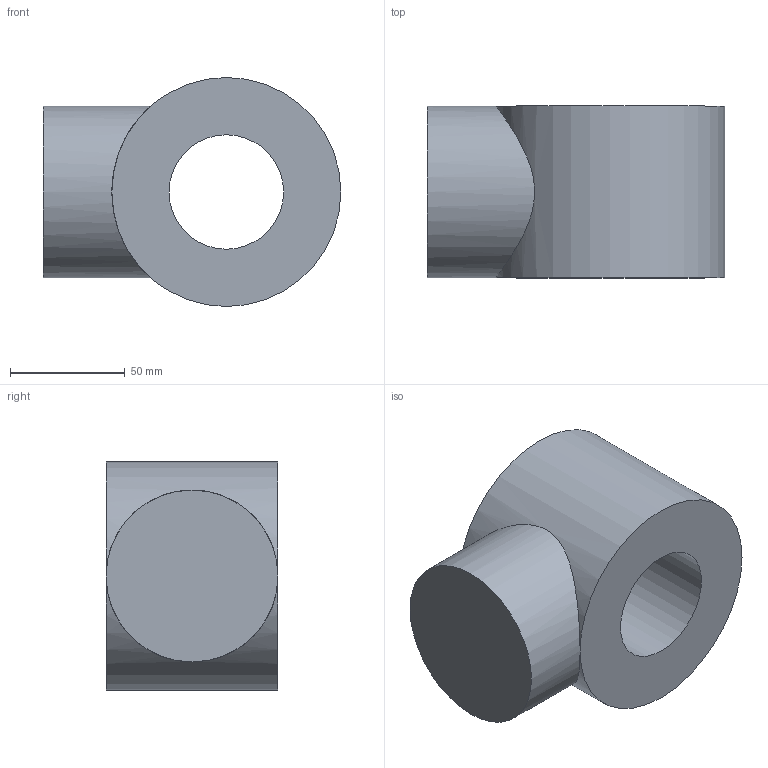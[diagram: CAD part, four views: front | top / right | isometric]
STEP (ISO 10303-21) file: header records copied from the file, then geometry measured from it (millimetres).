
FILE_DESCRIPTION( ( '' ), ' ' );
FILE_NAME( '5bf3abd71d95571818554dd5.step', '2018-11-20T06:38:15', ( '' ), ( '' ), ' ', ' ', ' ' );
FILE_SCHEMA( ( 'AUTOMOTIVE_DESIGN { 1 0 10303 214 1 1 1 1 }' ) );
Length unit declared in the file: metre
Products named in the file (1): CylAttLegPin
Bounding box: 130 x 75 x 100 mm (x, y, z)
Volume: 591169.3 mm3; surface area: 55676.5 mm2
Topology: 1 solids, 1 shells, 6 faces, 9 edges, 5 vertices
Faces by surface type: cylinder 3, plane 3
Full cylindrical faces by diameter (mm): 50 x1, 75 x1, 100 x1
Entity records: 338 total; most frequent: CARTESIAN_POINT 169, DIRECTION 24, ORIENTED_EDGE 14, AXIS2_PLACEMENT_3D 12, EDGE_LOOP 10, FACE_OUTER_BOUND 8, EDGE_CURVE 7, STYLED_ITEM 6
